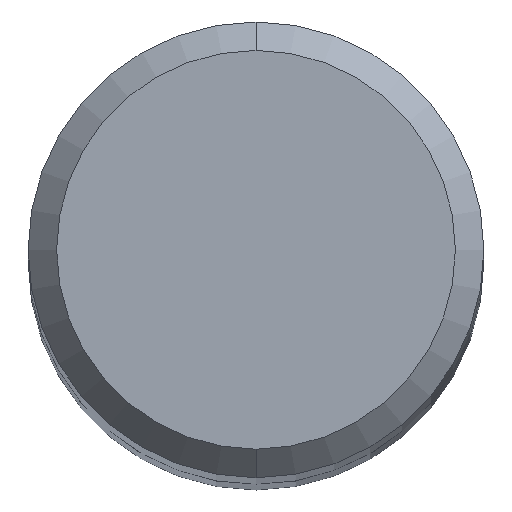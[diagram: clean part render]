
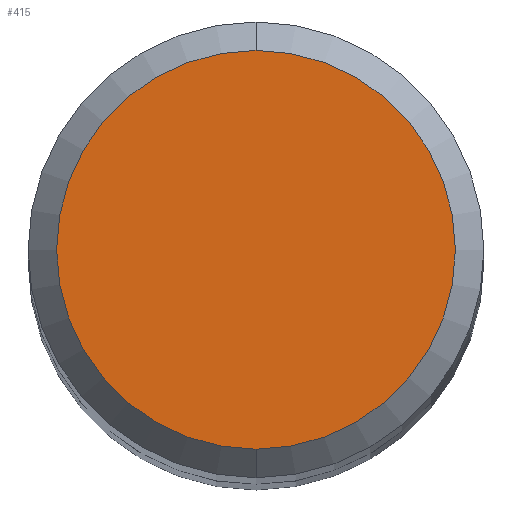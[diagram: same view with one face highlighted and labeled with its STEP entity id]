
A CAD part, top view. The second image highlights one B-rep face of the part: STEP entity #415.
In plain terms, the highlighted planar face has unit normal (0, 0, 1).
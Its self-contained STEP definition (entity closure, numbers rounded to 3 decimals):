
#271=VERTEX_POINT('',#559);
#287=EDGE_CURVE('',#347,#271,#575,.T.);
#329=EDGE_CURVE('',#271,#347,#619,.T.);
#347=VERTEX_POINT('',#640);
#415=ADVANCED_FACE('',(#715),#716,.T.);
#559=CARTESIAN_POINT('',(0.,-2.8,0.0));
#575=CIRCLE('',#1038,2.8);
#619=CIRCLE('',#1147,2.8);
#640=CARTESIAN_POINT('',(0.0,2.8,0.0));
#715=FACE_OUTER_BOUND('',#1310,.T.);
#716=PLANE('',#1311);
#1038=AXIS2_PLACEMENT_3D('',#1467,#1468,#1469);
#1147=AXIS2_PLACEMENT_3D('',#1494,#1495,#1496);
#1310=EDGE_LOOP('',(#1620,#1621));
#1311=AXIS2_PLACEMENT_3D('',#1622,#1623,#1624);
#1467=CARTESIAN_POINT('',(0.0,0.0,0.0));
#1468=DIRECTION('',(0.0,0.0,-1.0));
#1469=DIRECTION('',(0.0,1.0,0.0));
#1494=CARTESIAN_POINT('',(0.0,0.0,0.0));
#1495=DIRECTION('',(0.0,0.0,-1.0));
#1496=DIRECTION('',(0.0,1.0,0.0));
#1620=ORIENTED_EDGE('',*,*,#287,.F.);
#1621=ORIENTED_EDGE('',*,*,#329,.F.);
#1622=CARTESIAN_POINT('',(0.0,1.4,0.0));
#1623=DIRECTION('',(-0.0,0.0,1.0));
#1624=DIRECTION('',(0.0,-1.0,0.0));
